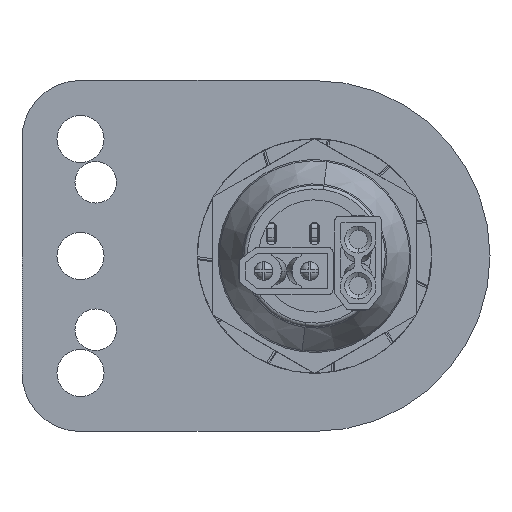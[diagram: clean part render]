
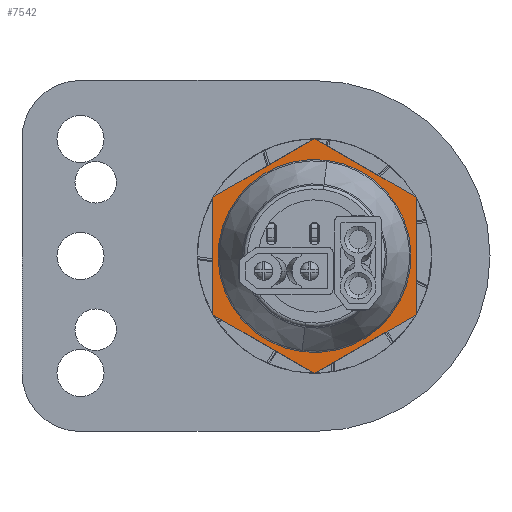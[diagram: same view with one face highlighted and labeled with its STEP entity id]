
A CAD part, front view. The second image highlights one B-rep face of the part: STEP entity #7542.
In plain terms, the highlighted face is planar.
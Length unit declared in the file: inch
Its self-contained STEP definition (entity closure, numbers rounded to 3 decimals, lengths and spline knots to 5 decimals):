
#7 = VERTEX_POINT ( 'NONE', #228 ) ;
#206 = DIRECTION ( 'NONE',  ( 0., 1., 0. ) ) ;
#228 = CARTESIAN_POINT ( 'NONE',  ( 0.34528, 0., -0.28346 ) ) ;
#559 = VERTEX_POINT ( 'NONE', #9207 ) ;
#602 = LINE ( 'NONE', #9563, #3921 ) ;
#1195 = DIRECTION ( 'NONE',  ( 1., 0., 0. ) ) ;
#1879 = FACE_BOUND ( 'NONE', #9571, .T. ) ;
#2107 = VECTOR ( 'NONE', #4468, 39.37008 ) ;
#3797 = VERTEX_POINT ( 'NONE', #7836 ) ;
#3921 = VECTOR ( 'NONE', #27620, 39.37008 ) ;
#4468 = DIRECTION ( 'NONE',  ( -0.866, 0.5, 0. ) ) ;
#5304 = CARTESIAN_POINT ( 'NONE',  ( 0., -0.50189, -0.28346 ) ) ;
#5584 = EDGE_CURVE ( 'NONE', #28901, #25693, #24508, .T. ) ;
#6915 = CARTESIAN_POINT ( 'NONE',  ( 0.43465, -0.25094, -0.28346 ) ) ;
#7009 = ORIENTED_EDGE ( 'NONE', *, *, #11105, .T. ) ;
#7542 = ADVANCED_FACE ( 'NONE', ( #1879, #28747 ), #26686, .F. ) ;
#7836 = CARTESIAN_POINT ( 'NONE',  ( 0., -0.50189, -0.28346 ) ) ;
#8020 = EDGE_CURVE ( 'NONE', #25693, #17620, #10966, .T. ) ;
#9207 = CARTESIAN_POINT ( 'NONE',  ( 0.43465, -0.25094, -0.28346 ) ) ;
#9512 = VECTOR ( 'NONE', #11459, 39.37008 ) ;
#9563 = CARTESIAN_POINT ( 'NONE',  ( 0.43465, 0.25094, -0.28346 ) ) ;
#9571 = EDGE_LOOP ( 'NONE', ( #11769, #25747 ) ) ;
#10233 = ORIENTED_EDGE ( 'NONE', *, *, #5584, .T. ) ;
#10413 = ORIENTED_EDGE ( 'NONE', *, *, #8020, .T. ) ;
#10966 = LINE ( 'NONE', #28861, #24391 ) ;
#11000 = CARTESIAN_POINT ( 'NONE',  ( 0., 0., -0.28346 ) ) ;
#11105 = EDGE_CURVE ( 'NONE', #11774, #559, #24444, .T. ) ;
#11459 = DIRECTION ( 'NONE',  ( 0., -1., 0. ) ) ;
#11678 = EDGE_CURVE ( 'NONE', #7, #17511, #14737, .T. ) ;
#11769 = ORIENTED_EDGE ( 'NONE', *, *, #11678, .T. ) ;
#11774 = VERTEX_POINT ( 'NONE', #25338 ) ;
#14603 = DIRECTION ( 'NONE',  ( 0., 0., 1. ) ) ;
#14737 = CIRCLE ( 'NONE', #20408, 0.34528 ) ;
#16496 = DIRECTION ( 'NONE',  ( -0.866, -0.5, 0. ) ) ;
#17340 = CARTESIAN_POINT ( 'NONE',  ( 0., 0., -0.28346 ) ) ;
#17511 = VERTEX_POINT ( 'NONE', #26147 ) ;
#17620 = VERTEX_POINT ( 'NONE', #22463 ) ;
#17654 = DIRECTION ( 'NONE',  ( 0., 0., 1. ) ) ;
#17897 = LINE ( 'NONE', #20246, #2107 ) ;
#17992 = ORIENTED_EDGE ( 'NONE', *, *, #24899, .T. ) ;
#19000 = LINE ( 'NONE', #5304, #26070 ) ;
#19638 = ORIENTED_EDGE ( 'NONE', *, *, #23858, .T. ) ;
#19679 = AXIS2_PLACEMENT_3D ( 'NONE', #11000, #17654, #26975 ) ;
#20246 = CARTESIAN_POINT ( 'NONE',  ( -0.43465, -0.25094, -0.28346 ) ) ;
#20408 = AXIS2_PLACEMENT_3D ( 'NONE', #25825, #14603, #1195 ) ;
#20610 = EDGE_CURVE ( 'NONE', #559, #3797, #19000, .T. ) ;
#21147 = CIRCLE ( 'NONE', #27332, 0.34528 ) ;
#21188 = CARTESIAN_POINT ( 'NONE',  ( -0.43465, -0.25094, -0.28346 ) ) ;
#22222 = ORIENTED_EDGE ( 'NONE', *, *, #20610, .T. ) ;
#22463 = CARTESIAN_POINT ( 'NONE',  ( 0., 0.50189, -0.28346 ) ) ;
#22602 = CARTESIAN_POINT ( 'NONE',  ( -0.43465, 0.25094, -0.28346 ) ) ;
#23858 = EDGE_CURVE ( 'NONE', #17620, #11774, #602, .T. ) ;
#24095 = DIRECTION ( 'NONE',  ( 0., 0., 1. ) ) ;
#24391 = VECTOR ( 'NONE', #26331, 39.37008 ) ;
#24444 = LINE ( 'NONE', #6915, #9512 ) ;
#24508 = LINE ( 'NONE', #22602, #28049 ) ;
#24899 = EDGE_CURVE ( 'NONE', #3797, #28901, #17897, .T. ) ;
#25338 = CARTESIAN_POINT ( 'NONE',  ( 0.43465, 0.25094, -0.28346 ) ) ;
#25630 = EDGE_LOOP ( 'NONE', ( #22222, #17992, #10233, #10413, #19638, #7009 ) ) ;
#25693 = VERTEX_POINT ( 'NONE', #26854 ) ;
#25747 = ORIENTED_EDGE ( 'NONE', *, *, #28583, .T. ) ;
#25825 = CARTESIAN_POINT ( 'NONE',  ( 0., 0., -0.28346 ) ) ;
#26070 = VECTOR ( 'NONE', #16496, 39.37008 ) ;
#26147 = CARTESIAN_POINT ( 'NONE',  ( -0.34528, 0., -0.28346 ) ) ;
#26331 = DIRECTION ( 'NONE',  ( 0.866, 0.5, 0. ) ) ;
#26494 = DIRECTION ( 'NONE',  ( 1., 0., 0. ) ) ;
#26686 = PLANE ( 'NONE',  #19679 ) ;
#26854 = CARTESIAN_POINT ( 'NONE',  ( -0.43465, 0.25094, -0.28346 ) ) ;
#26975 = DIRECTION ( 'NONE',  ( 1., 0., 0. ) ) ;
#27332 = AXIS2_PLACEMENT_3D ( 'NONE', #17340, #24095, #26494 ) ;
#27620 = DIRECTION ( 'NONE',  ( 0.866, -0.5, 0. ) ) ;
#28049 = VECTOR ( 'NONE', #206, 39.37008 ) ;
#28583 = EDGE_CURVE ( 'NONE', #17511, #7, #21147, .T. ) ;
#28747 = FACE_OUTER_BOUND ( 'NONE', #25630, .T. ) ;
#28861 = CARTESIAN_POINT ( 'NONE',  ( 0., 0.50189, -0.28346 ) ) ;
#28901 = VERTEX_POINT ( 'NONE', #21188 ) ;
